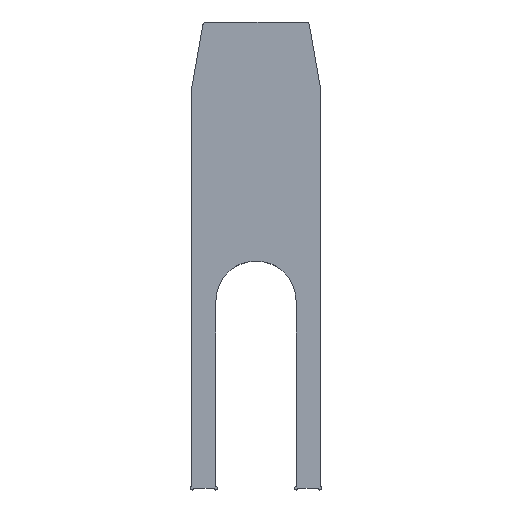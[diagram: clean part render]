
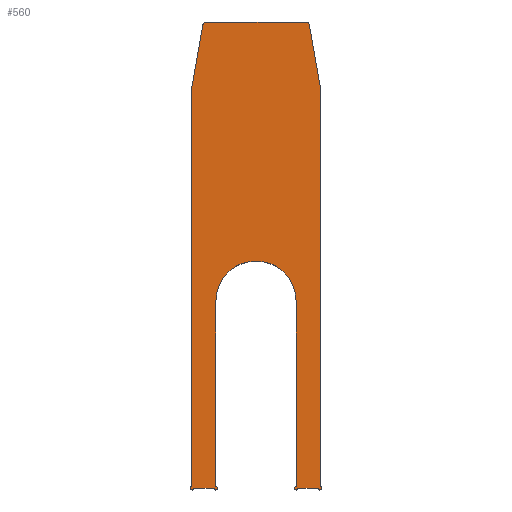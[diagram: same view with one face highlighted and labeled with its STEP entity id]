
A CAD part, top view. The second image highlights one B-rep face of the part: STEP entity #560.
In plain terms, the highlighted planar face has unit normal (0, 0, 1).
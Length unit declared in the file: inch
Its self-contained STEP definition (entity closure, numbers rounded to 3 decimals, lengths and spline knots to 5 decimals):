
#18=PLANE('',#622);
#42=FACE_OUTER_BOUND('',#72,.T.);
#72=EDGE_LOOP('',(#419,#420,#421,#422,#423,#424,#425,#426,#427,#428,#429,
#430,#431,#432,#433,#434,#435,#436,#437,#438,#439,#440,#441,#442,#443,#444,
#445,#446));
#103=LINE('',#917,#151);
#105=LINE('',#921,#153);
#109=LINE('',#927,#157);
#110=LINE('',#930,#158);
#111=LINE('',#934,#159);
#112=LINE('',#938,#160);
#113=LINE('',#942,#161);
#114=LINE('',#945,#162);
#115=LINE('',#947,#163);
#116=LINE('',#951,#164);
#151=VECTOR('',#741,0.3937);
#153=VECTOR('',#745,0.3937);
#157=VECTOR('',#751,0.3937);
#158=VECTOR('',#754,0.3937);
#159=VECTOR('',#757,0.3937);
#160=VECTOR('',#760,0.3937);
#161=VECTOR('',#763,0.3937);
#162=VECTOR('',#766,0.3937);
#163=VECTOR('',#767,0.3937);
#164=VECTOR('',#770,0.3937);
#184=CIRCLE('',#585,0.002);
#186=CIRCLE('',#588,0.0025);
#188=CIRCLE('',#591,0.002);
#190=CIRCLE('',#594,0.0025);
#191=CIRCLE('',#596,0.002);
#193=CIRCLE('',#599,0.002);
#195=CIRCLE('',#602,0.002);
#197=CIRCLE('',#605,0.0025);
#200=CIRCLE('',#609,0.002);
#202=CIRCLE('',#612,0.0025);
#203=CIRCLE('',#614,0.002);
#206=CIRCLE('',#618,0.002);
#207=CIRCLE('',#623,0.005);
#208=CIRCLE('',#624,0.005);
#209=CIRCLE('',#625,0.005);
#210=CIRCLE('',#626,0.005);
#211=CIRCLE('',#627,0.062);
#212=CIRCLE('',#628,0.062);
#221=VERTEX_POINT('',#836);
#222=VERTEX_POINT('',#838);
#224=VERTEX_POINT('',#844);
#227=VERTEX_POINT('',#851);
#228=VERTEX_POINT('',#853);
#230=VERTEX_POINT('',#859);
#231=VERTEX_POINT('',#863);
#233=VERTEX_POINT('',#869);
#235=VERTEX_POINT('',#875);
#236=VERTEX_POINT('',#876);
#239=VERTEX_POINT('',#884);
#243=VERTEX_POINT('',#893);
#244=VERTEX_POINT('',#895);
#246=VERTEX_POINT('',#901);
#247=VERTEX_POINT('',#905);
#250=VERTEX_POINT('',#913);
#251=VERTEX_POINT('',#920);
#253=VERTEX_POINT('',#929);
#254=VERTEX_POINT('',#931);
#255=VERTEX_POINT('',#933);
#256=VERTEX_POINT('',#935);
#257=VERTEX_POINT('',#937);
#258=VERTEX_POINT('',#939);
#259=VERTEX_POINT('',#941);
#260=VERTEX_POINT('',#943);
#261=VERTEX_POINT('',#946);
#262=VERTEX_POINT('',#948);
#263=VERTEX_POINT('',#950);
#277=EDGE_CURVE('',#221,#222,#184,.T.);
#281=EDGE_CURVE('',#224,#221,#186,.T.);
#284=EDGE_CURVE('',#227,#228,#188,.T.);
#288=EDGE_CURVE('',#230,#227,#190,.T.);
#289=EDGE_CURVE('',#231,#230,#191,.T.);
#292=EDGE_CURVE('',#233,#224,#193,.T.);
#295=EDGE_CURVE('',#235,#236,#195,.T.);
#299=EDGE_CURVE('',#236,#239,#197,.T.);
#304=EDGE_CURVE('',#243,#244,#200,.T.);
#308=EDGE_CURVE('',#246,#243,#202,.T.);
#309=EDGE_CURVE('',#247,#246,#203,.T.);
#313=EDGE_CURVE('',#239,#250,#206,.T.);
#315=EDGE_CURVE('',#222,#231,#103,.T.);
#317=EDGE_CURVE('',#251,#228,#105,.T.);
#321=EDGE_CURVE('',#250,#247,#109,.T.);
#322=EDGE_CURVE('',#253,#233,#110,.T.);
#323=EDGE_CURVE('',#254,#253,#207,.T.);
#324=EDGE_CURVE('',#255,#254,#111,.T.);
#325=EDGE_CURVE('',#256,#255,#208,.T.);
#326=EDGE_CURVE('',#256,#257,#112,.T.);
#327=EDGE_CURVE('',#258,#257,#209,.T.);
#328=EDGE_CURVE('',#259,#258,#113,.T.);
#329=EDGE_CURVE('',#260,#259,#210,.T.);
#330=EDGE_CURVE('',#244,#260,#114,.T.);
#331=EDGE_CURVE('',#235,#261,#115,.T.);
#332=EDGE_CURVE('',#262,#261,#211,.T.);
#333=EDGE_CURVE('',#262,#263,#116,.T.);
#334=EDGE_CURVE('',#251,#263,#212,.T.);
#419=ORIENTED_EDGE('',*,*,#322,.F.);
#420=ORIENTED_EDGE('',*,*,#323,.F.);
#421=ORIENTED_EDGE('',*,*,#324,.F.);
#422=ORIENTED_EDGE('',*,*,#325,.F.);
#423=ORIENTED_EDGE('',*,*,#326,.T.);
#424=ORIENTED_EDGE('',*,*,#327,.F.);
#425=ORIENTED_EDGE('',*,*,#328,.F.);
#426=ORIENTED_EDGE('',*,*,#329,.F.);
#427=ORIENTED_EDGE('',*,*,#330,.F.);
#428=ORIENTED_EDGE('',*,*,#304,.F.);
#429=ORIENTED_EDGE('',*,*,#308,.F.);
#430=ORIENTED_EDGE('',*,*,#309,.F.);
#431=ORIENTED_EDGE('',*,*,#321,.F.);
#432=ORIENTED_EDGE('',*,*,#313,.F.);
#433=ORIENTED_EDGE('',*,*,#299,.F.);
#434=ORIENTED_EDGE('',*,*,#295,.F.);
#435=ORIENTED_EDGE('',*,*,#331,.T.);
#436=ORIENTED_EDGE('',*,*,#332,.F.);
#437=ORIENTED_EDGE('',*,*,#333,.T.);
#438=ORIENTED_EDGE('',*,*,#334,.F.);
#439=ORIENTED_EDGE('',*,*,#317,.T.);
#440=ORIENTED_EDGE('',*,*,#284,.F.);
#441=ORIENTED_EDGE('',*,*,#288,.F.);
#442=ORIENTED_EDGE('',*,*,#289,.F.);
#443=ORIENTED_EDGE('',*,*,#315,.F.);
#444=ORIENTED_EDGE('',*,*,#277,.F.);
#445=ORIENTED_EDGE('',*,*,#281,.F.);
#446=ORIENTED_EDGE('',*,*,#292,.F.);
#560=ADVANCED_FACE('',(#42),#18,.T.);
#585=AXIS2_PLACEMENT_3D('',#839,#656,#657);
#588=AXIS2_PLACEMENT_3D('',#846,#664,#665);
#591=AXIS2_PLACEMENT_3D('',#854,#671,#672);
#594=AXIS2_PLACEMENT_3D('',#861,#679,#680);
#596=AXIS2_PLACEMENT_3D('',#864,#683,#684);
#599=AXIS2_PLACEMENT_3D('',#870,#690,#691);
#602=AXIS2_PLACEMENT_3D('',#877,#697,#698);
#605=AXIS2_PLACEMENT_3D('',#885,#705,#706);
#609=AXIS2_PLACEMENT_3D('',#896,#715,#716);
#612=AXIS2_PLACEMENT_3D('',#903,#723,#724);
#614=AXIS2_PLACEMENT_3D('',#906,#727,#728);
#618=AXIS2_PLACEMENT_3D('',#914,#736,#737);
#622=AXIS2_PLACEMENT_3D('',#928,#752,#753);
#623=AXIS2_PLACEMENT_3D('',#932,#755,#756);
#624=AXIS2_PLACEMENT_3D('',#936,#758,#759);
#625=AXIS2_PLACEMENT_3D('',#940,#761,#762);
#626=AXIS2_PLACEMENT_3D('',#944,#764,#765);
#627=AXIS2_PLACEMENT_3D('',#949,#768,#769);
#628=AXIS2_PLACEMENT_3D('',#952,#771,#772);
#656=DIRECTION('center_axis',(0.,0.,1.));
#657=DIRECTION('ref_axis',(0.527,0.85,0.));
#664=DIRECTION('center_axis',(0.,0.,-1.));
#665=DIRECTION('ref_axis',(-1.,0.,0.));
#671=DIRECTION('center_axis',(0.,0.,1.));
#672=DIRECTION('ref_axis',(0.85,-0.527,0.));
#679=DIRECTION('center_axis',(0.,0.,-1.));
#680=DIRECTION('ref_axis',(-1.,0.,0.));
#683=DIRECTION('center_axis',(0.,0.,1.));
#684=DIRECTION('ref_axis',(-0.527,0.85,0.));
#690=DIRECTION('center_axis',(0.,0.,1.));
#691=DIRECTION('ref_axis',(-0.85,-0.527,0.));
#697=DIRECTION('center_axis',(0.,0.,1.));
#698=DIRECTION('ref_axis',(-0.85,-0.527,0.));
#705=DIRECTION('center_axis',(0.,0.,-1.));
#706=DIRECTION('ref_axis',(-1.,0.,0.));
#715=DIRECTION('center_axis',(0.,0.,1.));
#716=DIRECTION('ref_axis',(0.85,-0.527,0.));
#723=DIRECTION('center_axis',(0.,0.,-1.));
#724=DIRECTION('ref_axis',(-1.,0.,0.));
#727=DIRECTION('center_axis',(0.,0.,1.));
#728=DIRECTION('ref_axis',(-0.527,0.85,0.));
#736=DIRECTION('center_axis',(0.,0.,1.));
#737=DIRECTION('ref_axis',(0.527,0.85,0.));
#741=DIRECTION('',(-1.,0.,0.));
#745=DIRECTION('',(0.,-1.,0.));
#751=DIRECTION('',(-1.,0.,0.));
#752=DIRECTION('center_axis',(0.,0.,1.));
#753=DIRECTION('ref_axis',(1.,0.,0.));
#754=DIRECTION('',(0.,-1.,0.));
#755=DIRECTION('center_axis',(0.,0.,-1.));
#756=DIRECTION('ref_axis',(0.996,0.087,0.));
#757=DIRECTION('',(0.174,-0.985,0.));
#758=DIRECTION('center_axis',(0.,0.,-1.));
#759=DIRECTION('ref_axis',(0.641,0.768,0.));
#760=DIRECTION('',(-1.,-0.005,0.));
#761=DIRECTION('center_axis',(0.,0.,-1.));
#762=DIRECTION('ref_axis',(-0.645,0.764,0.));
#763=DIRECTION('',(0.174,0.985,0.));
#764=DIRECTION('center_axis',(0.,0.,-1.));
#765=DIRECTION('ref_axis',(-0.996,0.087,0.));
#766=DIRECTION('',(0.,1.,0.));
#767=DIRECTION('',(0.,1.,0.));
#768=DIRECTION('center_axis',(0.,0.,1.));
#769=DIRECTION('ref_axis',(-0.707,0.707,0.));
#770=DIRECTION('',(1.,0.,0.));
#771=DIRECTION('center_axis',(0.,0.,1.));
#772=DIRECTION('ref_axis',(0.707,0.707,0.));
#836=CARTESIAN_POINT('',(0.09776,-0.32355,0.125));
#838=CARTESIAN_POINT('',(0.09597,-0.32244,0.125));
#839=CARTESIAN_POINT('Origin',(0.09597,-0.32444,0.125));
#844=CARTESIAN_POINT('',(0.10111,-0.3202,0.125));
#846=CARTESIAN_POINT('Origin',(0.1,-0.32244,0.125));
#851=CARTESIAN_POINT('',(0.06139,-0.3202,0.125));
#853=CARTESIAN_POINT('',(0.0625,-0.31841,0.125));
#854=CARTESIAN_POINT('Origin',(0.0605,-0.31841,0.125));
#859=CARTESIAN_POINT('',(0.06474,-0.32355,0.125));
#861=CARTESIAN_POINT('Origin',(0.0625,-0.32244,0.125));
#863=CARTESIAN_POINT('',(0.06653,-0.32244,0.125));
#864=CARTESIAN_POINT('Origin',(0.06653,-0.32444,0.125));
#869=CARTESIAN_POINT('',(0.1,-0.31841,0.125));
#870=CARTESIAN_POINT('Origin',(0.102,-0.31841,0.125));
#875=CARTESIAN_POINT('',(-0.0625,-0.31841,0.125));
#876=CARTESIAN_POINT('',(-0.06139,-0.3202,0.125));
#877=CARTESIAN_POINT('Origin',(-0.0605,-0.31841,0.125));
#884=CARTESIAN_POINT('',(-0.06474,-0.32355,0.125));
#885=CARTESIAN_POINT('Origin',(-0.0625,-0.32244,0.125));
#893=CARTESIAN_POINT('',(-0.10111,-0.3202,0.125));
#895=CARTESIAN_POINT('',(-0.1,-0.31841,0.125));
#896=CARTESIAN_POINT('Origin',(-0.102,-0.31841,0.125));
#901=CARTESIAN_POINT('',(-0.09776,-0.32355,0.125));
#903=CARTESIAN_POINT('Origin',(-0.1,-0.32244,0.125));
#905=CARTESIAN_POINT('',(-0.09597,-0.32244,0.125));
#906=CARTESIAN_POINT('Origin',(-0.09597,-0.32444,0.125));
#913=CARTESIAN_POINT('',(-0.06653,-0.32244,0.125));
#914=CARTESIAN_POINT('Origin',(-0.06653,-0.32444,0.125));
#917=CARTESIAN_POINT('',(-0.1,-0.32244,0.125));
#920=CARTESIAN_POINT('',(0.0625,-0.03011,0.125));
#921=CARTESIAN_POINT('',(0.0625,-0.18271,0.125));
#927=CARTESIAN_POINT('',(-0.1,-0.32244,0.125));
#928=CARTESIAN_POINT('Origin',(-0.00007,0.31136,0.125));
#929=CARTESIAN_POINT('',(0.1,0.30456,0.125));
#930=CARTESIAN_POINT('',(0.1,-0.32244,0.125));
#931=CARTESIAN_POINT('',(0.09992,0.30543,0.125));
#932=CARTESIAN_POINT('Origin',(0.095,0.30456,0.125));
#933=CARTESIAN_POINT('',(0.08312,0.40074,0.125));
#934=CARTESIAN_POINT('',(0.09354,0.34161,0.125));
#935=CARTESIAN_POINT('',(0.07817,0.40488,0.125));
#936=CARTESIAN_POINT('Origin',(0.07819,0.39988,0.125));
#937=CARTESIAN_POINT('',(-0.07818,0.40402,0.125));
#938=CARTESIAN_POINT('',(0.07834,0.40488,0.125));
#939=CARTESIAN_POINT('',(-0.08307,0.39989,0.125));
#940=CARTESIAN_POINT('Origin',(-0.07815,0.39902,0.125));
#941=CARTESIAN_POINT('',(-0.09992,0.30433,0.125));
#942=CARTESIAN_POINT('',(-0.09344,0.34109,0.125));
#943=CARTESIAN_POINT('',(-0.1,0.30346,0.125));
#944=CARTESIAN_POINT('Origin',(-0.095,0.30346,0.125));
#945=CARTESIAN_POINT('',(-0.1,0.4039,0.125));
#946=CARTESIAN_POINT('',(-0.0625,-0.03011,0.125));
#947=CARTESIAN_POINT('',(-0.0625,0.17162,0.125));
#948=CARTESIAN_POINT('',(-0.0005,0.03189,0.125));
#949=CARTESIAN_POINT('Origin',(-0.0005,-0.03011,
0.125));
#950=CARTESIAN_POINT('',(0.0005,0.03189,0.125));
#951=CARTESIAN_POINT('',(0.03122,0.03189,0.125));
#952=CARTESIAN_POINT('Origin',(0.0005,-0.03011,
0.125));
